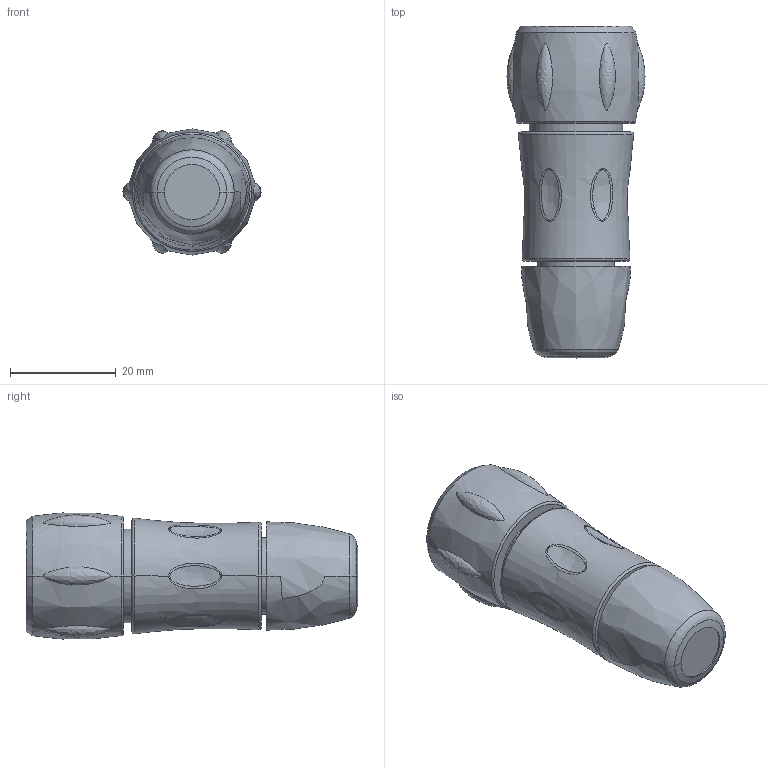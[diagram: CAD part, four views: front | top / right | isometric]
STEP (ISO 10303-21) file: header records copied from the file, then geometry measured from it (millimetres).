
FILE_DESCRIPTION((''),'2;1');
FILE_NAME('UTS6JC10E6S-CATALOGUE','2010-12-22T',('Gsineau'),('SOURIAU'),'PRO/ENGINEER BY PARAMETRIC TECHNOLOGY CORPORATION, 2010140','PRO/ENGINEER BY PARAMETRIC TECHNOLOGY CORPORATION, 2010140','');
FILE_SCHEMA(('CONFIG_CONTROL_DESIGN'));
Length unit declared in the file: millimetre
Products named in the file (1): UTS6JC10E6S-CATALOGUE
Bounding box: 26.14 x 62.82 x 23.85 mm (x, y, z)
Volume: 20382.7 mm3; surface area: 6833.2 mm2
Topology: 1 solids, 1 shells, 333 faces, 845 edges, 549 vertices
Faces by surface type: plane 196, bspline 45, cylinder 43, torus 21, cone 16, sphere 12
Entity records: 14986 total; most frequent: CARTESIAN_POINT 7080, ORIENTED_EDGE 1690, DIRECTION 1523, EDGE_CURVE 845, VECTOR 549, LINE 549, VERTEX_POINT 549, AXIS2_PLACEMENT_3D 487
